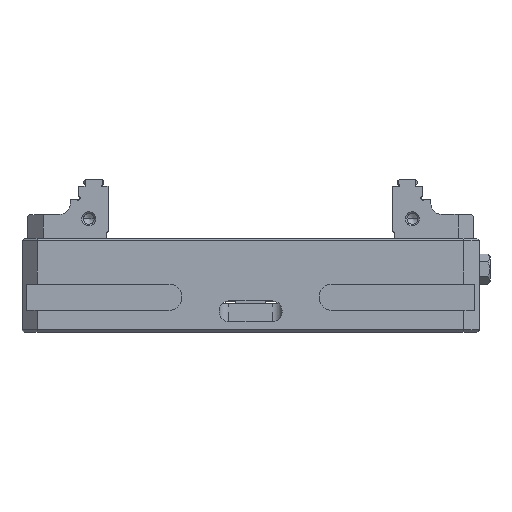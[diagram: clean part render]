
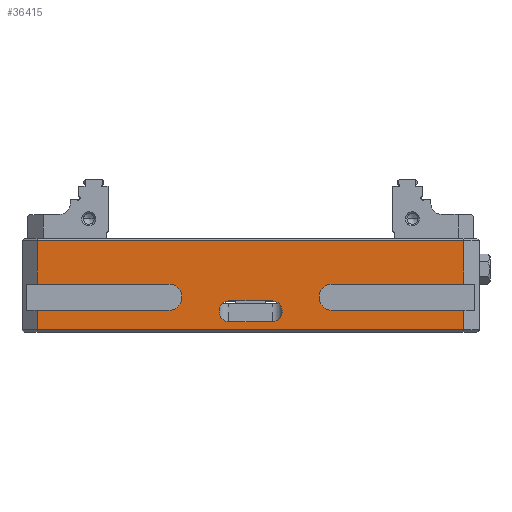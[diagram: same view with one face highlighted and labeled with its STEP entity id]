
A CAD part, top view. The second image highlights one B-rep face of the part: STEP entity #36415.
In plain terms, the highlighted planar face has unit normal (0, 0, 1).
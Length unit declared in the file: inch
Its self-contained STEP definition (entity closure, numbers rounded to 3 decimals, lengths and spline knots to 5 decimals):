
#248 = EDGE_CURVE ( 'NONE', #25859, #5025, #45524, .T. ) ;
#256 = ORIENTED_EDGE ( 'NONE', *, *, #50582, .T. ) ;
#695 = EDGE_CURVE ( 'NONE', #2214, #50617, #26153, .T. ) ;
#2068 = DIRECTION ( 'NONE',  ( 0., -1., 0. ) ) ;
#2214 = VERTEX_POINT ( 'NONE', #31753 ) ;
#2427 = ORIENTED_EDGE ( 'NONE', *, *, #39822, .T. ) ;
#2860 = DIRECTION ( 'NONE',  ( 0., 1., 0. ) ) ;
#3109 = EDGE_CURVE ( 'NONE', #12525, #2214, #29307, .T. ) ;
#3115 = DIRECTION ( 'NONE',  ( 0., 1., 0. ) ) ;
#4756 = VECTOR ( 'NONE', #2068, 39.37008 ) ;
#5025 = VERTEX_POINT ( 'NONE', #26210 ) ;
#5318 = DIRECTION ( 'NONE',  ( 0., -1., 0. ) ) ;
#5371 = EDGE_CURVE ( 'NONE', #24884, #7173, #29011, .T. ) ;
#5629 = DIRECTION ( 'NONE',  ( -1., 0., 0. ) ) ;
#5707 = DIRECTION ( 'NONE',  ( 1., 0., 0. ) ) ;
#5894 = ORIENTED_EDGE ( 'NONE', *, *, #7774, .T. ) ;
#6391 = LINE ( 'NONE', #28506, #38523 ) ;
#7173 = VERTEX_POINT ( 'NONE', #38486 ) ;
#7268 = CIRCLE ( 'NONE', #24330, 0.23622 ) ;
#7694 = CARTESIAN_POINT ( 'NONE',  ( -1.47638, 0.62992, 1.51575 ) ) ;
#7774 = EDGE_CURVE ( 'NONE', #5025, #20403, #38133, .T. ) ;
#7912 = EDGE_CURVE ( 'NONE', #30354, #40570, #7268, .T. ) ;
#8485 = VECTOR ( 'NONE', #5629, 39.37008 ) ;
#8740 = ORIENTED_EDGE ( 'NONE', *, *, #695, .T. ) ;
#8817 = DIRECTION ( 'NONE',  ( 1., 0., 0. ) ) ;
#9311 = EDGE_CURVE ( 'NONE', #7173, #25859, #29246, .T. ) ;
#9482 = CARTESIAN_POINT ( 'NONE',  ( -0.74803, 0.56277, 1.51575 ) ) ;
#10552 = VERTEX_POINT ( 'NONE', #39145 ) ;
#11304 = ORIENTED_EDGE ( 'NONE', *, *, #25009, .T. ) ;
#11686 = VERTEX_POINT ( 'NONE', #49547 ) ;
#12467 = CARTESIAN_POINT ( 'NONE',  ( 3.85827, 0., 1.51575 ) ) ;
#12525 = VERTEX_POINT ( 'NONE', #15937 ) ;
#12967 = CARTESIAN_POINT ( 'NONE',  ( 1.47638, 0.86614, 1.51575 ) ) ;
#12988 = ORIENTED_EDGE ( 'NONE', *, *, #3109, .T. ) ;
#13166 = VECTOR ( 'NONE', #35096, 39.37008 ) ;
#13745 = CARTESIAN_POINT ( 'NONE',  ( -3.85827, 1.65354, 1.51575 ) ) ;
#13792 = CARTESIAN_POINT ( 'NONE',  ( -0.3937, 0.1857, 1.51575 ) ) ;
#13834 = VECTOR ( 'NONE', #8817, 39.37008 ) ;
#14253 = CARTESIAN_POINT ( 'NONE',  ( -1.47638, 0.86614, 1.51575 ) ) ;
#14255 = CARTESIAN_POINT ( 'NONE',  ( -0.3937, 0.56277, 1.51575 ) ) ;
#15485 = VERTEX_POINT ( 'NONE', #16176 ) ;
#15888 = CARTESIAN_POINT ( 'NONE',  ( -1.47638, 0.86614, 1.51575 ) ) ;
#15937 = CARTESIAN_POINT ( 'NONE',  ( -0.3937, 0.56277, 1.51575 ) ) ;
#16129 = EDGE_CURVE ( 'NONE', #10552, #12525, #40880, .T. ) ;
#16176 = CARTESIAN_POINT ( 'NONE',  ( -3.85827, 0.86614, 1.51575 ) ) ;
#16575 = DIRECTION ( 'NONE',  ( 0., 0., -1. ) ) ;
#18049 = CARTESIAN_POINT ( 'NONE',  ( 4.13386, 1.65354, 1.51575 ) ) ;
#18834 = VECTOR ( 'NONE', #49520, 39.37008 ) ;
#19000 = CARTESIAN_POINT ( 'NONE',  ( 1.47638, 0.86614, 1.51575 ) ) ;
#19301 = EDGE_CURVE ( 'NONE', #20403, #40055, #33199, .T. ) ;
#19835 = VERTEX_POINT ( 'NONE', #13745 ) ;
#19943 = CARTESIAN_POINT ( 'NONE',  ( 3.85827, 0.86614, 1.51575 ) ) ;
#20021 = FACE_OUTER_BOUND ( 'NONE', #31147, .T. ) ;
#20403 = VERTEX_POINT ( 'NONE', #37307 ) ;
#21206 = ORIENTED_EDGE ( 'NONE', *, *, #16129, .T. ) ;
#21564 = CARTESIAN_POINT ( 'NONE',  ( -3.85827, 0., 1.51575 ) ) ;
#21870 = VECTOR ( 'NONE', #43444, 39.37008 ) ;
#22220 = CARTESIAN_POINT ( 'NONE',  ( -1.47638, 0.3937, 1.51575 ) ) ;
#22620 = DIRECTION ( 'NONE',  ( 0., 0., -1. ) ) ;
#22689 = ORIENTED_EDGE ( 'NONE', *, *, #248, .T. ) ;
#23714 = LINE ( 'NONE', #15888, #21870 ) ;
#24330 = AXIS2_PLACEMENT_3D ( 'NONE', #7694, #35169, #27383 ) ;
#24434 = ORIENTED_EDGE ( 'NONE', *, *, #41101, .T. ) ;
#24530 = DIRECTION ( 'NONE',  ( -1., 0., 0. ) ) ;
#24884 = VERTEX_POINT ( 'NONE', #45862 ) ;
#25009 = EDGE_CURVE ( 'NONE', #19835, #15485, #25721, .T. ) ;
#25295 = VECTOR ( 'NONE', #29869, 39.37008 ) ;
#25721 = LINE ( 'NONE', #21564, #4756 ) ;
#25859 = VERTEX_POINT ( 'NONE', #48041 ) ;
#26153 =( BOUNDED_CURVE ( )  B_SPLINE_CURVE ( 3, ( #28505, #27021, #28209, #35827 ),
 .UNSPECIFIED., .F., .F. ) 
 B_SPLINE_CURVE_WITH_KNOTS ( ( 4, 4 ),
 ( 0., 3.14159 ),
 .UNSPECIFIED. ) 
 CURVE ( )  GEOMETRIC_REPRESENTATION_ITEM ( )  RATIONAL_B_SPLINE_CURVE ( ( 1., 0.333, 0.333, 1. ) ) 
 REPRESENTATION_ITEM ( '' )  );
#26210 = CARTESIAN_POINT ( 'NONE',  ( 3.85827, 0.3937, 1.51575 ) ) ;
#26278 = DIRECTION ( 'NONE',  ( -1., 0., 0. ) ) ;
#26546 = VECTOR ( 'NONE', #26278, 39.37008 ) ;
#26697 = CARTESIAN_POINT ( 'NONE',  ( 1.47638, 0.3937, 1.51575 ) ) ;
#27021 = CARTESIAN_POINT ( 'NONE',  ( 0.74803, 0.56277, 1.51575 ) ) ;
#27383 = DIRECTION ( 'NONE',  ( 0., 1., 0. ) ) ;
#27501 = VECTOR ( 'NONE', #5707, 39.37008 ) ;
#28209 = CARTESIAN_POINT ( 'NONE',  ( 0.74803, 0.1857, 1.51575 ) ) ;
#28505 = CARTESIAN_POINT ( 'NONE',  ( 0.3937, 0.56277, 1.51575 ) ) ;
#28506 = CARTESIAN_POINT ( 'NONE',  ( -1.47638, 0.3937, 1.51575 ) ) ;
#28887 = VECTOR ( 'NONE', #38251, 39.37008 ) ;
#28937 = CARTESIAN_POINT ( 'NONE',  ( 4.13386, 0., 1.51575 ) ) ;
#29011 = LINE ( 'NONE', #41635, #25295 ) ;
#29246 = LINE ( 'NONE', #32443, #13834 ) ;
#29307 = LINE ( 'NONE', #14255, #18834 ) ;
#29459 = LINE ( 'NONE', #49353, #8485 ) ;
#29778 = CARTESIAN_POINT ( 'NONE',  ( -0.3937, 0.56277, 1.51575 ) ) ;
#29869 = DIRECTION ( 'NONE',  ( 0., -1., 0. ) ) ;
#30354 = VERTEX_POINT ( 'NONE', #14253 ) ;
#30377 = AXIS2_PLACEMENT_3D ( 'NONE', #28937, #16575, #5318 ) ;
#31147 = EDGE_LOOP ( 'NONE', ( #2427, #45613, #35105, #22689, #5894, #50249, #256, #42082, #24434, #11304, #47028, #39719 ) ) ;
#31753 = CARTESIAN_POINT ( 'NONE',  ( 0.3937, 0.56277, 1.51575 ) ) ;
#32443 = CARTESIAN_POINT ( 'NONE',  ( 4.13386, 0.03937, 1.51575 ) ) ;
#32514 = EDGE_CURVE ( 'NONE', #50081, #11686, #42183, .T. ) ;
#32749 = PLANE ( 'NONE',  #30377 ) ;
#33056 = LINE ( 'NONE', #12967, #27501 ) ;
#33199 = CIRCLE ( 'NONE', #39480, 0.23622 ) ;
#35096 = DIRECTION ( 'NONE',  ( 0., 1., 0. ) ) ;
#35105 = ORIENTED_EDGE ( 'NONE', *, *, #9311, .T. ) ;
#35169 = DIRECTION ( 'NONE',  ( 0., 0., -1. ) ) ;
#35827 = CARTESIAN_POINT ( 'NONE',  ( 0.3937, 0.1857, 1.51575 ) ) ;
#36415 = ADVANCED_FACE ( 'NONE', ( #20021, #39746 ), #32749, .F. ) ;
#37307 = CARTESIAN_POINT ( 'NONE',  ( 1.47638, 0.3937, 1.51575 ) ) ;
#37467 = ORIENTED_EDGE ( 'NONE', *, *, #49638, .T. ) ;
#38133 = LINE ( 'NONE', #26697, #28887 ) ;
#38251 = DIRECTION ( 'NONE',  ( -1., 0., 0. ) ) ;
#38486 = CARTESIAN_POINT ( 'NONE',  ( -3.85827, 0.03937, 1.51575 ) ) ;
#38523 = VECTOR ( 'NONE', #24530, 39.37008 ) ;
#39145 = CARTESIAN_POINT ( 'NONE',  ( -0.3937, 0.1857, 1.51575 ) ) ;
#39480 = AXIS2_PLACEMENT_3D ( 'NONE', #46164, #22620, #3115 ) ;
#39719 = ORIENTED_EDGE ( 'NONE', *, *, #7912, .T. ) ;
#39746 = FACE_BOUND ( 'NONE', #40194, .T. ) ;
#39822 = EDGE_CURVE ( 'NONE', #40570, #24884, #6391, .T. ) ;
#40055 = VERTEX_POINT ( 'NONE', #19000 ) ;
#40194 = EDGE_LOOP ( 'NONE', ( #21206, #12988, #8740, #37467 ) ) ;
#40570 = VERTEX_POINT ( 'NONE', #22220 ) ;
#40880 =( BOUNDED_CURVE ( )  B_SPLINE_CURVE ( 3, ( #13792, #41364, #9482, #29778 ),
 .UNSPECIFIED., .F., .F. ) 
 B_SPLINE_CURVE_WITH_KNOTS ( ( 4, 4 ),
 ( 3.14159, 6.28319 ),
 .UNSPECIFIED. ) 
 CURVE ( )  GEOMETRIC_REPRESENTATION_ITEM ( )  RATIONAL_B_SPLINE_CURVE ( ( 1., 0.333, 0.333, 1. ) ) 
 REPRESENTATION_ITEM ( '' )  );
#41101 = EDGE_CURVE ( 'NONE', #11686, #19835, #46807, .T. ) ;
#41364 = CARTESIAN_POINT ( 'NONE',  ( -0.74803, 0.1857, 1.51575 ) ) ;
#41635 = CARTESIAN_POINT ( 'NONE',  ( -3.85827, 0., 1.51575 ) ) ;
#42082 = ORIENTED_EDGE ( 'NONE', *, *, #32514, .T. ) ;
#42183 = LINE ( 'NONE', #43508, #13166 ) ;
#43444 = DIRECTION ( 'NONE',  ( 1., 0., 0. ) ) ;
#43508 = CARTESIAN_POINT ( 'NONE',  ( 3.85827, 0., 1.51575 ) ) ;
#44321 = VECTOR ( 'NONE', #2860, 39.37008 ) ;
#44498 = CARTESIAN_POINT ( 'NONE',  ( 0.3937, 0.1857, 1.51575 ) ) ;
#45524 = LINE ( 'NONE', #12467, #44321 ) ;
#45613 = ORIENTED_EDGE ( 'NONE', *, *, #5371, .T. ) ;
#45862 = CARTESIAN_POINT ( 'NONE',  ( -3.85827, 0.3937, 1.51575 ) ) ;
#46164 = CARTESIAN_POINT ( 'NONE',  ( 1.47638, 0.62992, 1.51575 ) ) ;
#46807 = LINE ( 'NONE', #18049, #26546 ) ;
#47028 = ORIENTED_EDGE ( 'NONE', *, *, #50926, .T. ) ;
#48041 = CARTESIAN_POINT ( 'NONE',  ( 3.85827, 0.03937, 1.51575 ) ) ;
#49353 = CARTESIAN_POINT ( 'NONE',  ( -0.3937, 0.1857, 1.51575 ) ) ;
#49520 = DIRECTION ( 'NONE',  ( 1., 0., 0. ) ) ;
#49547 = CARTESIAN_POINT ( 'NONE',  ( 3.85827, 1.65354, 1.51575 ) ) ;
#49638 = EDGE_CURVE ( 'NONE', #50617, #10552, #29459, .T. ) ;
#50081 = VERTEX_POINT ( 'NONE', #19943 ) ;
#50249 = ORIENTED_EDGE ( 'NONE', *, *, #19301, .T. ) ;
#50582 = EDGE_CURVE ( 'NONE', #40055, #50081, #33056, .T. ) ;
#50617 = VERTEX_POINT ( 'NONE', #44498 ) ;
#50926 = EDGE_CURVE ( 'NONE', #15485, #30354, #23714, .T. ) ;
